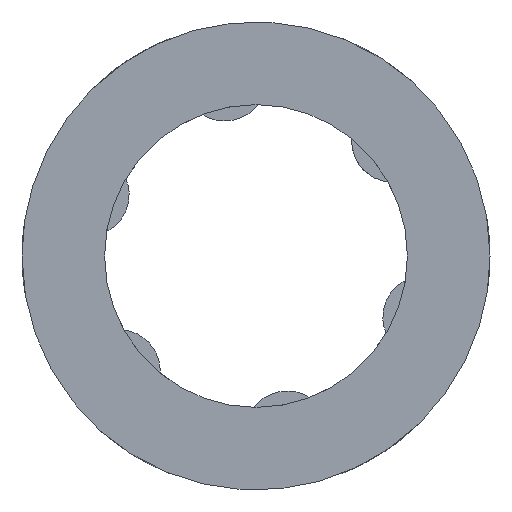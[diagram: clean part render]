
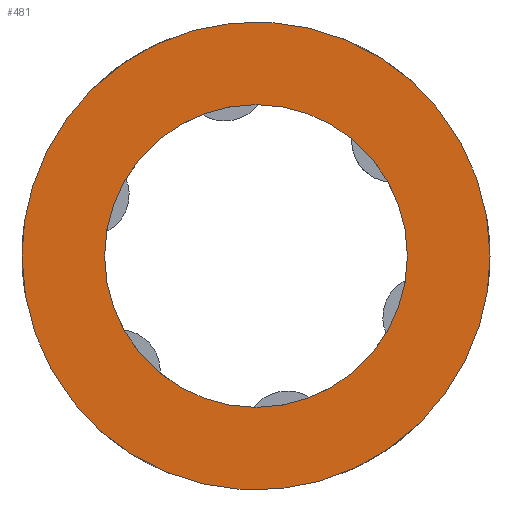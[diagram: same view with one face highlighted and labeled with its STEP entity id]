
A CAD part, front view. The second image highlights one B-rep face of the part: STEP entity #481.
In plain terms, the highlighted planar face has unit normal (0, -1, 0).
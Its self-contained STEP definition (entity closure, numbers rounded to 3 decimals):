
#98=AXIS2_PLACEMENT_3D('Circle Axis2P3D',#96,#97,$) ;
#225=AXIS2_PLACEMENT_3D('Circle Axis2P3D',#223,#224,$) ;
#415=AXIS2_PLACEMENT_3D('Plane Axis2P3D',#412,#413,#414) ;
#79=CARTESIAN_POINT('Vertex',(-5.5,-13.,0.)) ;
#93=CARTESIAN_POINT('Vertex',(5.5,-13.,0.)) ;
#96=CARTESIAN_POINT('Axis2P3D Location',(0.,-13.,0.)) ;
#223=CARTESIAN_POINT('Axis2P3D Location',(0.,-13.,0.)) ;
#412=CARTESIAN_POINT('Axis2P3D Location',(-7.,-13.,0.)) ;
#418=CARTESIAN_POINT('Control Point',(-8.5,-13.,0.)) ;
#419=CARTESIAN_POINT('Control Point',(-8.5,-13.,-0.857)) ;
#420=CARTESIAN_POINT('Control Point',(-8.392,-13.,-1.714)) ;
#421=CARTESIAN_POINT('Control Point',(-8.176,-13.,-2.553)) ;
#422=CARTESIAN_POINT('Control Point',(-7.537,-13.,-4.158)) ;
#423=CARTESIAN_POINT('Control Point',(-6.52,-13.,-5.554)) ;
#424=CARTESIAN_POINT('Control Point',(-5.926,-13.,-6.184)) ;
#425=CARTESIAN_POINT('Control Point',(-4.591,-13.,-7.281)) ;
#426=CARTESIAN_POINT('Control Point',(-3.026,-13.,-8.013)) ;
#427=CARTESIAN_POINT('Control Point',(-2.202,-13.,-8.277)) ;
#428=CARTESIAN_POINT('Control Point',(-0.503,-13.,-8.593)) ;
#429=CARTESIAN_POINT('Control Point',(1.22,-13.,-8.478)) ;
#430=CARTESIAN_POINT('Control Point',(2.07,-13.,-8.311)) ;
#431=CARTESIAN_POINT('Control Point',(3.71,-13.,-7.767)) ;
#432=CARTESIAN_POINT('Control Point',(5.164,-13.,-6.834)) ;
#433=CARTESIAN_POINT('Control Point',(5.827,-13.,-6.277)) ;
#434=CARTESIAN_POINT('Control Point',(7.,-13.,-5.009)) ;
#435=CARTESIAN_POINT('Control Point',(7.822,-13.,-3.49)) ;
#436=CARTESIAN_POINT('Control Point',(8.135,-13.,-2.682)) ;
#437=CARTESIAN_POINT('Control Point',(8.39,-13.,-1.649)) ;
#438=CARTESIAN_POINT('Control Point',(8.483,-13.,-0.597)) ;
#439=CARTESIAN_POINT('Control Point',(8.494,-13.,-0.398)) ;
#440=CARTESIAN_POINT('Control Point',(8.5,-13.,-0.199)) ;
#441=CARTESIAN_POINT('Control Point',(8.5,-13.,0.)) ;
#442=CARTESIAN_POINT('Vertex',(-8.5,-13.,0.)) ;
#444=CARTESIAN_POINT('Vertex',(8.5,-13.,0.)) ;
#448=CARTESIAN_POINT('Control Point',(8.5,-13.,0.)) ;
#449=CARTESIAN_POINT('Control Point',(8.5,-13.,0.857)) ;
#450=CARTESIAN_POINT('Control Point',(8.392,-13.,1.714)) ;
#451=CARTESIAN_POINT('Control Point',(8.176,-13.,2.553)) ;
#452=CARTESIAN_POINT('Control Point',(7.537,-13.,4.158)) ;
#453=CARTESIAN_POINT('Control Point',(6.52,-13.,5.554)) ;
#454=CARTESIAN_POINT('Control Point',(5.926,-13.,6.184)) ;
#455=CARTESIAN_POINT('Control Point',(4.591,-13.,7.281)) ;
#456=CARTESIAN_POINT('Control Point',(3.026,-13.,8.013)) ;
#457=CARTESIAN_POINT('Control Point',(2.202,-13.,8.277)) ;
#458=CARTESIAN_POINT('Control Point',(0.503,-13.,8.593)) ;
#459=CARTESIAN_POINT('Control Point',(-1.22,-13.,8.478)) ;
#460=CARTESIAN_POINT('Control Point',(-2.07,-13.,8.311)) ;
#461=CARTESIAN_POINT('Control Point',(-3.71,-13.,7.767)) ;
#462=CARTESIAN_POINT('Control Point',(-5.164,-13.,6.834)) ;
#463=CARTESIAN_POINT('Control Point',(-5.827,-13.,6.277)) ;
#464=CARTESIAN_POINT('Control Point',(-7.,-13.,5.009)) ;
#465=CARTESIAN_POINT('Control Point',(-7.822,-13.,3.49)) ;
#466=CARTESIAN_POINT('Control Point',(-8.135,-13.,2.682)) ;
#467=CARTESIAN_POINT('Control Point',(-8.39,-13.,1.649)) ;
#468=CARTESIAN_POINT('Control Point',(-8.483,-13.,0.597)) ;
#469=CARTESIAN_POINT('Control Point',(-8.494,-13.,0.398)) ;
#470=CARTESIAN_POINT('Control Point',(-8.5,-13.,0.199)) ;
#471=CARTESIAN_POINT('Control Point',(-8.5,-13.,0.)) ;
#97=DIRECTION('Axis2P3D Direction',(0.,-1.,0.)) ;
#224=DIRECTION('Axis2P3D Direction',(0.,-1.,0.)) ;
#413=DIRECTION('Axis2P3D Direction',(0.,-1.,0.)) ;
#414=DIRECTION('Axis2P3D XDirection',(1.,0.,0.)) ;
#474=ORIENTED_EDGE('',*,*,#446,.T.) ;
#475=ORIENTED_EDGE('',*,*,#472,.T.) ;
#478=ORIENTED_EDGE('',*,*,#227,.F.) ;
#479=ORIENTED_EDGE('',*,*,#100,.F.) ;
#480=FACE_BOUND('',#477,.T.) ;
#481=ADVANCED_FACE('',(#476,#480),#416,.T.) ;
#417=B_SPLINE_CURVE_WITH_KNOTS('',5,(#418,#419,#420,#421,#422,#423,#424,#425,#426,#427,#428,#429,#430,#431,#432,#433,#434,#435,#436,#437,#438,#439,#440,#441),.UNSPECIFIED.,.F.,.U.,(6,3,3,3,3,3,3,6),(0.,6.06,12.119,18.179,24.239,30.298,36.358,37.764),.UNSPECIFIED.) ;
#447=B_SPLINE_CURVE_WITH_KNOTS('',5,(#448,#449,#450,#451,#452,#453,#454,#455,#456,#457,#458,#459,#460,#461,#462,#463,#464,#465,#466,#467,#468,#469,#470,#471),.UNSPECIFIED.,.F.,.U.,(6,3,3,3,3,3,3,6),(0.,6.06,12.119,18.179,24.239,30.298,36.358,37.764),.UNSPECIFIED.) ;
#99=CIRCLE('generated circle',#98,5.5) ;
#226=CIRCLE('generated circle',#225,5.5) ;
#100=EDGE_CURVE('',#94,#80,#99,.T.) ;
#227=EDGE_CURVE('',#80,#94,#226,.T.) ;
#446=EDGE_CURVE('',#443,#445,#417,.T.) ;
#472=EDGE_CURVE('',#445,#443,#447,.T.) ;
#473=EDGE_LOOP('',(#474,#475)) ;
#477=EDGE_LOOP('',(#478,#479)) ;
#476=FACE_OUTER_BOUND('',#473,.T.) ;
#416=PLANE('Plane',#415) ;
#80=VERTEX_POINT('',#79) ;
#94=VERTEX_POINT('',#93) ;
#443=VERTEX_POINT('',#442) ;
#445=VERTEX_POINT('',#444) ;
